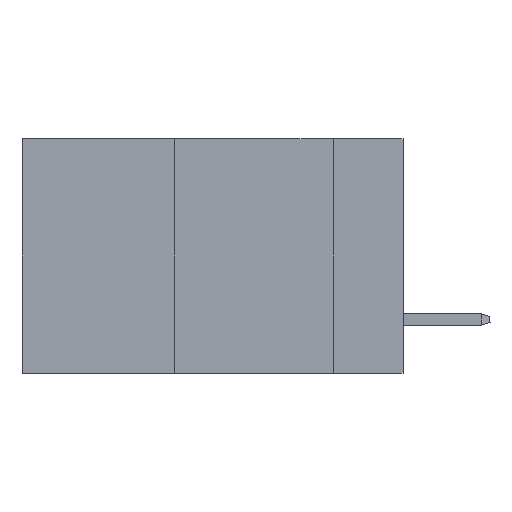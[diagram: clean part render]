
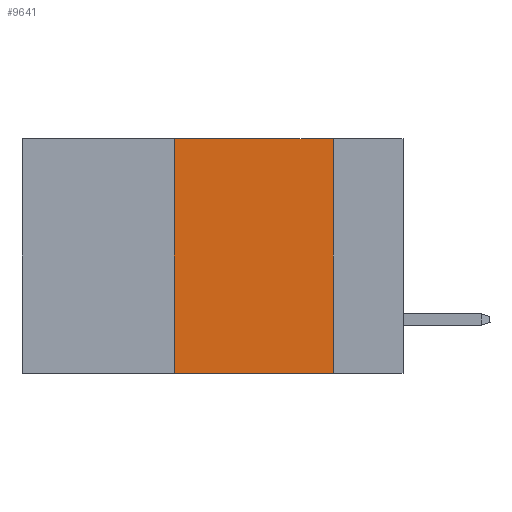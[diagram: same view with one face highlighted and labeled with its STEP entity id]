
A CAD part, left-side view. The second image highlights one B-rep face of the part: STEP entity #9641.
In plain terms, the highlighted planar face has unit normal (-1, 0, 0).
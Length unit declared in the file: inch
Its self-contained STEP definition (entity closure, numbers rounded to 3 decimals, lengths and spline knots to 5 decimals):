
#82 = EDGE_CURVE ( 'NONE', #8507, #12100, #8511, .T. ) ;
#1387 = VERTEX_POINT ( 'NONE', #27702 ) ;
#1460 = CARTESIAN_POINT ( 'NONE',  ( 0., 0.11, 0. ) ) ;
#1652 = DIRECTION ( 'NONE',  ( 0., 0., -1. ) ) ;
#2498 = DIRECTION ( 'NONE',  ( 0., -1., 0. ) ) ;
#2642 = EDGE_CURVE ( 'NONE', #12100, #1387, #27562, .T. ) ;
#3059 = VECTOR ( 'NONE', #39841, 39.37008 ) ;
#3301 = CARTESIAN_POINT ( 'NONE',  ( 0., 0.6, -0.37 ) ) ;
#8507 = VERTEX_POINT ( 'NONE', #16594 ) ;
#8511 = LINE ( 'NONE', #30104, #16560 ) ;
#9188 = CARTESIAN_POINT ( 'NONE',  ( 0., 0.6, 0. ) ) ;
#9201 = DIRECTION ( 'NONE',  ( 1., 0., 0. ) ) ;
#9435 = ORIENTED_EDGE ( 'NONE', *, *, #2642, .F. ) ;
#9641 = ADVANCED_FACE ( 'NONE', ( #30585 ), #15271, .F. ) ;
#10248 = ORIENTED_EDGE ( 'NONE', *, *, #82, .F. ) ;
#11744 = DIRECTION ( 'NONE',  ( 0., 0., 1. ) ) ;
#12100 = VERTEX_POINT ( 'NONE', #34975 ) ;
#12591 = AXIS2_PLACEMENT_3D ( 'NONE', #17880, #9201, #24146 ) ;
#14329 = EDGE_LOOP ( 'NONE', ( #14623, #9435, #10248, #24724 ) ) ;
#14623 = ORIENTED_EDGE ( 'NONE', *, *, #33967, .F. ) ;
#15271 = PLANE ( 'NONE',  #12591 ) ;
#16560 = VECTOR ( 'NONE', #11744, 39.37008 ) ;
#16594 = CARTESIAN_POINT ( 'NONE',  ( 0., 0.36, -0.37 ) ) ;
#17000 = LINE ( 'NONE', #1460, #19085 ) ;
#17880 = CARTESIAN_POINT ( 'NONE',  ( 0., 0.6, 0. ) ) ;
#19085 = VECTOR ( 'NONE', #1652, 39.37008 ) ;
#24146 = DIRECTION ( 'NONE',  ( 0., 0., -1. ) ) ;
#24305 = LINE ( 'NONE', #3301, #35879 ) ;
#24724 = ORIENTED_EDGE ( 'NONE', *, *, #34866, .T. ) ;
#25997 = CARTESIAN_POINT ( 'NONE',  ( 0., 0.11, -0.37 ) ) ;
#27562 = LINE ( 'NONE', #9188, #3059 ) ;
#27702 = CARTESIAN_POINT ( 'NONE',  ( 0., 0.11, 0. ) ) ;
#28535 = VERTEX_POINT ( 'NONE', #25997 ) ;
#30104 = CARTESIAN_POINT ( 'NONE',  ( 0., 0.36, 0. ) ) ;
#30585 = FACE_OUTER_BOUND ( 'NONE', #14329, .T. ) ;
#33967 = EDGE_CURVE ( 'NONE', #1387, #28535, #17000, .T. ) ;
#34866 = EDGE_CURVE ( 'NONE', #8507, #28535, #24305, .T. ) ;
#34975 = CARTESIAN_POINT ( 'NONE',  ( 0., 0.36, 0. ) ) ;
#35879 = VECTOR ( 'NONE', #2498, 39.37008 ) ;
#39841 = DIRECTION ( 'NONE',  ( 0., -1., 0. ) ) ;
